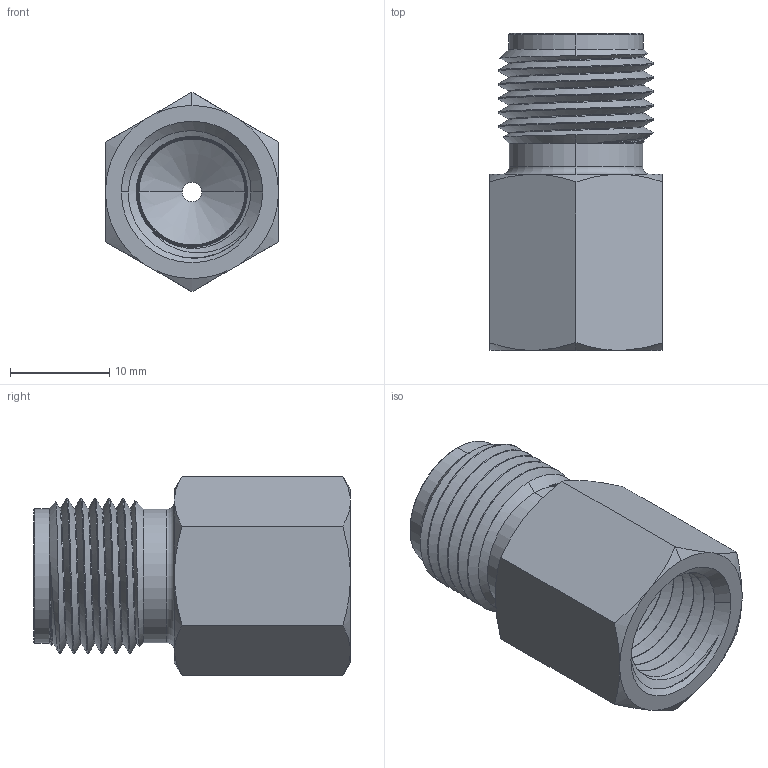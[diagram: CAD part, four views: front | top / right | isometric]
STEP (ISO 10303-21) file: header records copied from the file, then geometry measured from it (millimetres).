
FILE_DESCRIPTION (( 'STEP AP203' ), '1' );
FILE_NAME ('AD-180MBR-4FNPT.STEP', '2025-07-29T18:33:57', ( '' ), ( '' ), 'SwSTEP 2.0', 'SolidWorks 2018', '' );
FILE_SCHEMA (( 'CONFIG_CONTROL_DESIGN' ));
Length unit declared in the file: inch
Products named in the file (1): AD-180MBR-4FNPT
Bounding box: 17.45 x 32 x 20.15 mm (x, y, z)
Volume: 5181.9 mm3; surface area: 3505.5 mm2
Topology: 1 solids, 1 shells, 206 faces, 549 edges, 361 vertices
Faces by surface type: bspline 76, plane 65, cone 40, cylinder 23, torus 2
Entity records: 17326 total; most frequent: CARTESIAN_POINT 12778, ORIENTED_EDGE 1098, DIRECTION 612, EDGE_CURVE 549, VERTEX_POINT 361, LINE 260, VECTOR 260, B_SPLINE_CURVE_WITH_KNOTS 244
